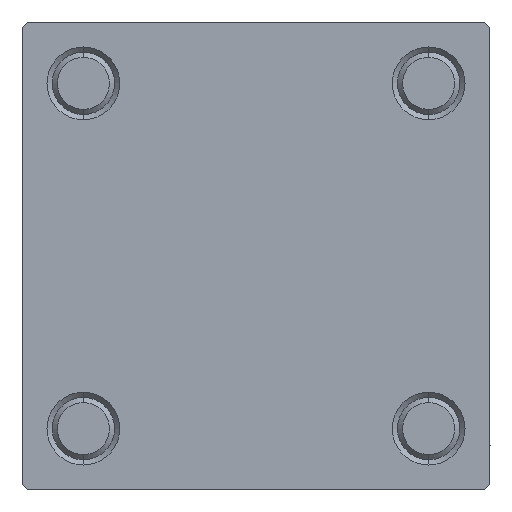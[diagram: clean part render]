
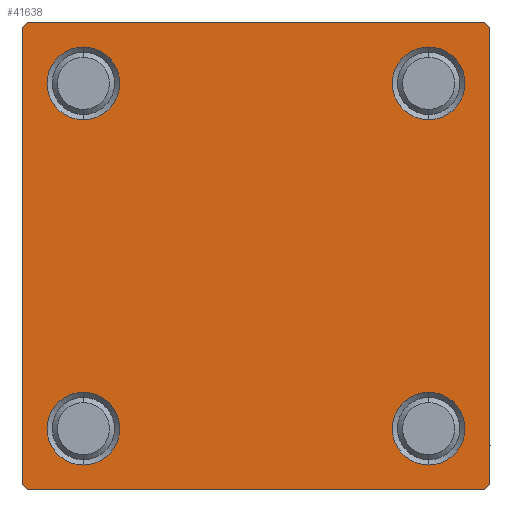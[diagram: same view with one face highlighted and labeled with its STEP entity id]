
A CAD part, left-side view. The second image highlights one B-rep face of the part: STEP entity #41638.
In plain terms, the highlighted planar face has unit normal (-1, 0, 0).
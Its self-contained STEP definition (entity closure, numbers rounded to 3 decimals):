
#122 = CARTESIAN_POINT ( 'NONE',  ( 0., -16.6, -13.1 ) ) ;
#633 = CIRCLE ( 'NONE', #7081, 3.5 ) ;
#764 = LINE ( 'NONE', #32218, #28537 ) ;
#1129 = EDGE_CURVE ( 'NONE', #4761, #9563, #6235, .T. ) ;
#1576 = LINE ( 'NONE', #47430, #38972 ) ;
#1605 = ORIENTED_EDGE ( 'NONE', *, *, #7340, .T. ) ;
#2224 = CARTESIAN_POINT ( 'NONE',  ( 0., 16.6, -16.6 ) ) ;
#2308 = AXIS2_PLACEMENT_3D ( 'NONE', #2224, #24408, #17349 ) ;
#2310 = DIRECTION ( 'NONE',  ( 1., 0., 0. ) ) ;
#2559 = DIRECTION ( 'NONE',  ( 0., 0., 1. ) ) ;
#2605 = DIRECTION ( 'NONE',  ( -1., 0., 0. ) ) ;
#2732 = ORIENTED_EDGE ( 'NONE', *, *, #17756, .T. ) ;
#3339 = VERTEX_POINT ( 'NONE', #30592 ) ;
#3389 = DIRECTION ( 'NONE',  ( 0., 0., 1. ) ) ;
#3406 = EDGE_LOOP ( 'NONE', ( #41061, #22735 ) ) ;
#3425 = DIRECTION ( 'NONE',  ( 0., 0.707, -0.707 ) ) ;
#3584 = LINE ( 'NONE', #18962, #26585 ) ;
#3592 = EDGE_CURVE ( 'NONE', #49592, #45627, #7148, .T. ) ;
#3833 = DIRECTION ( 'NONE',  ( 1., 0., 0. ) ) ;
#4549 = CARTESIAN_POINT ( 'NONE',  ( 0., 16.6, 20.1 ) ) ;
#4551 = DIRECTION ( 'NONE',  ( 0., 0., 1. ) ) ;
#4761 = VERTEX_POINT ( 'NONE', #10373 ) ;
#4867 = VECTOR ( 'NONE', #12627, 1000. ) ;
#5089 = VECTOR ( 'NONE', #47917, 1000. ) ;
#5215 = ORIENTED_EDGE ( 'NONE', *, *, #47379, .T. ) ;
#5679 = EDGE_CURVE ( 'NONE', #29653, #9448, #633, .T. ) ;
#5991 = ORIENTED_EDGE ( 'NONE', *, *, #1129, .T. ) ;
#6091 = CARTESIAN_POINT ( 'NONE',  ( 0., 22.25, -22.25 ) ) ;
#6189 = DIRECTION ( 'NONE',  ( 0., 0., 1. ) ) ;
#6235 = CIRCLE ( 'NONE', #34406, 3.5 ) ;
#6398 = DIRECTION ( 'NONE',  ( 0., 0., 1. ) ) ;
#6932 = DIRECTION ( 'NONE',  ( 0., 0., -1. ) ) ;
#7081 = AXIS2_PLACEMENT_3D ( 'NONE', #18503, #44953, #6398 ) ;
#7108 = CIRCLE ( 'NONE', #37703, 3.5 ) ;
#7148 = CIRCLE ( 'NONE', #48982, 3.5 ) ;
#7340 = EDGE_CURVE ( 'NONE', #25779, #33258, #7108, .T. ) ;
#8049 = DIRECTION ( 'NONE',  ( 0., 0., -1. ) ) ;
#8073 = CARTESIAN_POINT ( 'NONE',  ( 0., -16.6, 20.1 ) ) ;
#8225 = CARTESIAN_POINT ( 'NONE',  ( 0., 22.5, -22. ) ) ;
#9448 = VERTEX_POINT ( 'NONE', #8073 ) ;
#9563 = VERTEX_POINT ( 'NONE', #4549 ) ;
#10169 = FACE_BOUND ( 'NONE', #12113, .T. ) ;
#10373 = CARTESIAN_POINT ( 'NONE',  ( 0., 16.6, 13.1 ) ) ;
#10383 = CARTESIAN_POINT ( 'NONE',  ( 0., 16.6, 16.6 ) ) ;
#10453 = AXIS2_PLACEMENT_3D ( 'NONE', #10383, #2310, #2559 ) ;
#10572 = VERTEX_POINT ( 'NONE', #12197 ) ;
#10686 = CARTESIAN_POINT ( 'NONE',  ( 0., 0., 0. ) ) ;
#10861 = ORIENTED_EDGE ( 'NONE', *, *, #12344, .T. ) ;
#11158 = CARTESIAN_POINT ( 'NONE',  ( 0., 16.6, -16.6 ) ) ;
#11648 = AXIS2_PLACEMENT_3D ( 'NONE', #38832, #43098, #4551 ) ;
#12113 = EDGE_LOOP ( 'NONE', ( #38848, #19337 ) ) ;
#12116 = DIRECTION ( 'NONE',  ( 0., -1., 0. ) ) ;
#12197 = CARTESIAN_POINT ( 'NONE',  ( 0., 22.5, 22. ) ) ;
#12344 = EDGE_CURVE ( 'NONE', #41231, #29831, #12874, .T. ) ;
#12627 = DIRECTION ( 'NONE',  ( 0., 0.707, 0.707 ) ) ;
#12874 = LINE ( 'NONE', #24474, #4867 ) ;
#13604 = ORIENTED_EDGE ( 'NONE', *, *, #35030, .T. ) ;
#13729 = AXIS2_PLACEMENT_3D ( 'NONE', #10686, #2605, #26037 ) ;
#13752 = DIRECTION ( 'NONE',  ( 1., 0., 0. ) ) ;
#14626 = VECTOR ( 'NONE', #3425, 1000. ) ;
#14722 = EDGE_CURVE ( 'NONE', #3339, #10572, #30122, .T. ) ;
#14923 = DIRECTION ( 'NONE',  ( 0., -0.707, 0.707 ) ) ;
#15100 = ORIENTED_EDGE ( 'NONE', *, *, #14722, .T. ) ;
#15486 = DIRECTION ( 'NONE',  ( 0., 0., 1. ) ) ;
#16087 = EDGE_CURVE ( 'NONE', #48010, #31706, #20229, .T. ) ;
#16548 = CARTESIAN_POINT ( 'NONE',  ( 0., -22.5, -22. ) ) ;
#17349 = DIRECTION ( 'NONE',  ( 0., 0., 1. ) ) ;
#17470 = EDGE_CURVE ( 'NONE', #3339, #29831, #1576, .T. ) ;
#17756 = EDGE_CURVE ( 'NONE', #33258, #25779, #44620, .T. ) ;
#18503 = CARTESIAN_POINT ( 'NONE',  ( 0., -16.6, 16.6 ) ) ;
#18549 = CARTESIAN_POINT ( 'NONE',  ( 0., -22.5, 22. ) ) ;
#18962 = CARTESIAN_POINT ( 'NONE',  ( 0., -22.25, -22.25 ) ) ;
#19337 = ORIENTED_EDGE ( 'NONE', *, *, #31488, .T. ) ;
#19459 = DIRECTION ( 'NONE',  ( 0., 0., 1. ) ) ;
#19765 = ORIENTED_EDGE ( 'NONE', *, *, #17470, .F. ) ;
#20229 = LINE ( 'NONE', #6091, #5089 ) ;
#20384 = CARTESIAN_POINT ( 'NONE',  ( 0., -22.5, 22.5 ) ) ;
#20471 = EDGE_LOOP ( 'NONE', ( #1605, #2732 ) ) ;
#21217 = EDGE_CURVE ( 'NONE', #41231, #22457, #27930, .T. ) ;
#22018 = FACE_BOUND ( 'NONE', #20471, .T. ) ;
#22457 = VERTEX_POINT ( 'NONE', #16548 ) ;
#22553 = CARTESIAN_POINT ( 'NONE',  ( 0., -16.6, -16.6 ) ) ;
#22735 = ORIENTED_EDGE ( 'NONE', *, *, #5679, .T. ) ;
#24013 = DIRECTION ( 'NONE',  ( 0., -1., 0. ) ) ;
#24408 = DIRECTION ( 'NONE',  ( 1., 0., 0. ) ) ;
#24474 = CARTESIAN_POINT ( 'NONE',  ( 0., -22.25, 22.25 ) ) ;
#25593 = CARTESIAN_POINT ( 'NONE',  ( 0., 16.6, -20.1 ) ) ;
#25603 = EDGE_CURVE ( 'NONE', #10572, #48010, #48755, .T. ) ;
#25779 = VERTEX_POINT ( 'NONE', #122 ) ;
#25921 = CARTESIAN_POINT ( 'NONE',  ( 0., -16.6, -20.1 ) ) ;
#26037 = DIRECTION ( 'NONE',  ( 0., 0., 1. ) ) ;
#26585 = VECTOR ( 'NONE', #14923, 1000. ) ;
#27930 = LINE ( 'NONE', #20384, #46345 ) ;
#28034 = CIRCLE ( 'NONE', #2308, 3.5 ) ;
#28537 = VECTOR ( 'NONE', #12116, 1000. ) ;
#28700 = CARTESIAN_POINT ( 'NONE',  ( 0., -22., 22.5 ) ) ;
#28956 = CIRCLE ( 'NONE', #10453, 3.5 ) ;
#29116 = CARTESIAN_POINT ( 'NONE',  ( 0., -16.6, 16.6 ) ) ;
#29453 = VECTOR ( 'NONE', #6932, 1000. ) ;
#29653 = VERTEX_POINT ( 'NONE', #34401 ) ;
#29831 = VERTEX_POINT ( 'NONE', #28700 ) ;
#30122 = LINE ( 'NONE', #37963, #14626 ) ;
#30592 = CARTESIAN_POINT ( 'NONE',  ( 0., 22., 22.5 ) ) ;
#31488 = EDGE_CURVE ( 'NONE', #45627, #49592, #28034, .T. ) ;
#31706 = VERTEX_POINT ( 'NONE', #32127 ) ;
#32127 = CARTESIAN_POINT ( 'NONE',  ( 0., 22., -22.5 ) ) ;
#32218 = CARTESIAN_POINT ( 'NONE',  ( 0., 22.5, -22.5 ) ) ;
#33258 = VERTEX_POINT ( 'NONE', #25921 ) ;
#34164 = EDGE_CURVE ( 'NONE', #9563, #4761, #28956, .T. ) ;
#34401 = CARTESIAN_POINT ( 'NONE',  ( 0., -16.6, 13.1 ) ) ;
#34406 = AXIS2_PLACEMENT_3D ( 'NONE', #37677, #45730, #15486 ) ;
#35030 = EDGE_CURVE ( 'NONE', #43995, #22457, #3584, .T. ) ;
#36591 = EDGE_LOOP ( 'NONE', ( #44704, #5991 ) ) ;
#37138 = PLANE ( 'NONE',  #13729 ) ;
#37677 = CARTESIAN_POINT ( 'NONE',  ( 0., 16.6, 16.6 ) ) ;
#37703 = AXIS2_PLACEMENT_3D ( 'NONE', #22553, #40940, #3389 ) ;
#37963 = CARTESIAN_POINT ( 'NONE',  ( 0., 22.25, 22.25 ) ) ;
#38832 = CARTESIAN_POINT ( 'NONE',  ( 0., -16.6, -16.6 ) ) ;
#38848 = ORIENTED_EDGE ( 'NONE', *, *, #3592, .T. ) ;
#38972 = VECTOR ( 'NONE', #24013, 1000. ) ;
#39755 = AXIS2_PLACEMENT_3D ( 'NONE', #29116, #13752, #6189 ) ;
#40916 = FACE_OUTER_BOUND ( 'NONE', #49308, .T. ) ;
#40940 = DIRECTION ( 'NONE',  ( 1., 0., 0. ) ) ;
#41061 = ORIENTED_EDGE ( 'NONE', *, *, #45692, .T. ) ;
#41231 = VERTEX_POINT ( 'NONE', #18549 ) ;
#41638 = ADVANCED_FACE ( 'NONE', ( #44681, #22018, #10169, #45199, #40916 ), #37138, .T. ) ;
#41912 = CARTESIAN_POINT ( 'NONE',  ( 0., 16.6, -13.1 ) ) ;
#42498 = ORIENTED_EDGE ( 'NONE', *, *, #16087, .T. ) ;
#43098 = DIRECTION ( 'NONE',  ( 1., 0., 0. ) ) ;
#43995 = VERTEX_POINT ( 'NONE', #45879 ) ;
#44620 = CIRCLE ( 'NONE', #11648, 3.5 ) ;
#44681 = FACE_BOUND ( 'NONE', #3406, .T. ) ;
#44704 = ORIENTED_EDGE ( 'NONE', *, *, #34164, .T. ) ;
#44953 = DIRECTION ( 'NONE',  ( 1., 0., 0. ) ) ;
#45199 = FACE_BOUND ( 'NONE', #36591, .T. ) ;
#45264 = ORIENTED_EDGE ( 'NONE', *, *, #25603, .T. ) ;
#45389 = CIRCLE ( 'NONE', #39755, 3.5 ) ;
#45627 = VERTEX_POINT ( 'NONE', #25593 ) ;
#45692 = EDGE_CURVE ( 'NONE', #9448, #29653, #45389, .T. ) ;
#45730 = DIRECTION ( 'NONE',  ( 1., 0., 0. ) ) ;
#45879 = CARTESIAN_POINT ( 'NONE',  ( 0., -22., -22.5 ) ) ;
#46345 = VECTOR ( 'NONE', #8049, 1000. ) ;
#47379 = EDGE_CURVE ( 'NONE', #31706, #43995, #764, .T. ) ;
#47430 = CARTESIAN_POINT ( 'NONE',  ( 0., 22.5, 22.5 ) ) ;
#47917 = DIRECTION ( 'NONE',  ( 0., -0.707, -0.707 ) ) ;
#48010 = VERTEX_POINT ( 'NONE', #8225 ) ;
#48378 = ORIENTED_EDGE ( 'NONE', *, *, #21217, .F. ) ;
#48506 = CARTESIAN_POINT ( 'NONE',  ( 0., 22.5, 22.5 ) ) ;
#48755 = LINE ( 'NONE', #48506, #29453 ) ;
#48982 = AXIS2_PLACEMENT_3D ( 'NONE', #11158, #3833, #19459 ) ;
#49308 = EDGE_LOOP ( 'NONE', ( #45264, #42498, #5215, #13604, #48378, #10861, #19765, #15100 ) ) ;
#49592 = VERTEX_POINT ( 'NONE', #41912 ) ;
